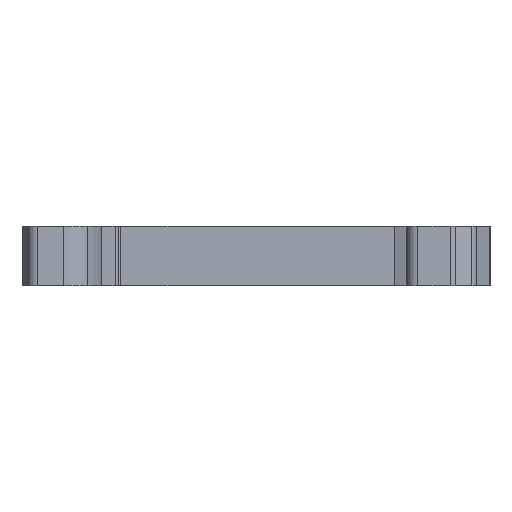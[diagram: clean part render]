
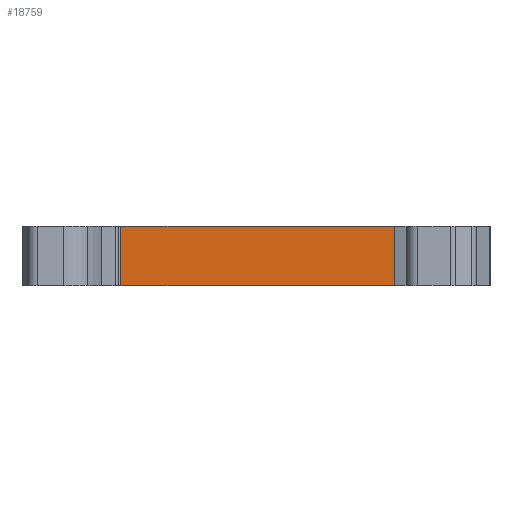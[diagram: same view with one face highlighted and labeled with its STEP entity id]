
A CAD part, front view. The second image highlights one B-rep face of the part: STEP entity #18759.
In plain terms, the highlighted planar face has unit normal (0, -1, 0).
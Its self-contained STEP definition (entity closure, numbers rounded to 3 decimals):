
#855 = PLANE('',#856);
#856 = AXIS2_PLACEMENT_3D('',#857,#858,#859);
#857 = CARTESIAN_POINT('',(4.8,39.79,6.1));
#858 = DIRECTION('',(0.,0.,1.));
#859 = DIRECTION('',(1.,0.,0.));
#4089 = VERTEX_POINT('',#4090);
#4090 = CARTESIAN_POINT('',(-13.78,0.99,6.1));
#4105 = CYLINDRICAL_SURFACE('',#4106,0.3);
#4106 = AXIS2_PLACEMENT_3D('',#4107,#4108,#4109);
#4107 = CARTESIAN_POINT('',(-13.78,0.69,0.));
#4108 = DIRECTION('',(0.,0.,1.));
#4109 = DIRECTION('',(1.,0.,0.));
#4117 = EDGE_CURVE('',#4118,#4089,#4120,.T.);
#4118 = VERTEX_POINT('',#4119);
#4119 = CARTESIAN_POINT('',(14.111,0.99,6.1));
#4120 = SURFACE_CURVE('',#4121,(#4125,#4132),.PCURVE_S1.);
#4121 = LINE('',#4122,#4123);
#4122 = CARTESIAN_POINT('',(14.111,0.99,6.1));
#4123 = VECTOR('',#4124,1.);
#4124 = DIRECTION('',(-1.,0.,0.));
#4125 = PCURVE('',#855,#4126);
#4126 = DEFINITIONAL_REPRESENTATION('',(#4127),#4131);
#4127 = LINE('',#4128,#4129);
#4128 = CARTESIAN_POINT('',(9.311,-38.8));
#4129 = VECTOR('',#4130,1.);
#4130 = DIRECTION('',(-1.,0.));
#4131 = ( GEOMETRIC_REPRESENTATION_CONTEXT(2) 
PARAMETRIC_REPRESENTATION_CONTEXT() REPRESENTATION_CONTEXT('2D SPACE',''
  ) );
#4132 = PCURVE('',#4133,#4138);
#4133 = PLANE('',#4134);
#4134 = AXIS2_PLACEMENT_3D('',#4135,#4136,#4137);
#4135 = CARTESIAN_POINT('',(14.111,0.99,0.));
#4136 = DIRECTION('',(0.,1.,0.));
#4137 = DIRECTION('',(0.,0.,1.));
#4138 = DEFINITIONAL_REPRESENTATION('',(#4139),#4143);
#4139 = LINE('',#4140,#4141);
#4140 = CARTESIAN_POINT('',(6.1,0.));
#4141 = VECTOR('',#4142,1.);
#4142 = DIRECTION('',(0.,-1.));
#4143 = ( GEOMETRIC_REPRESENTATION_CONTEXT(2) 
PARAMETRIC_REPRESENTATION_CONTEXT() REPRESENTATION_CONTEXT('2D SPACE',''
  ) );
#4161 = PLANE('',#4162);
#4162 = AXIS2_PLACEMENT_3D('',#4163,#4164,#4165);
#4163 = CARTESIAN_POINT('',(15.652,0.429,0.));
#4164 = DIRECTION('',(0.342,0.94,0.));
#4165 = DIRECTION('',(-0.94,0.342,0.));
#6612 = PLANE('',#6613);
#6613 = AXIS2_PLACEMENT_3D('',#6614,#6615,#6616);
#6614 = CARTESIAN_POINT('',(4.8,39.79,0.));
#6615 = DIRECTION('',(0.,0.,1.));
#6616 = DIRECTION('',(1.,0.,0.));
#8163 = VERTEX_POINT('',#8164);
#8164 = CARTESIAN_POINT('',(14.111,0.99,0.));
#8185 = EDGE_CURVE('',#8163,#8186,#8188,.T.);
#8186 = VERTEX_POINT('',#8187);
#8187 = CARTESIAN_POINT('',(-13.78,0.99,0.));
#8188 = SURFACE_CURVE('',#8189,(#8193,#8200),.PCURVE_S1.);
#8189 = LINE('',#8190,#8191);
#8190 = CARTESIAN_POINT('',(4.8,0.99,0.));
#8191 = VECTOR('',#8192,1.);
#8192 = DIRECTION('',(-1.,0.,0.));
#8193 = PCURVE('',#6612,#8194);
#8194 = DEFINITIONAL_REPRESENTATION('',(#8195),#8199);
#8195 = LINE('',#8196,#8197);
#8196 = CARTESIAN_POINT('',(0.,-38.8));
#8197 = VECTOR('',#8198,1.);
#8198 = DIRECTION('',(-1.,0.));
#8199 = ( GEOMETRIC_REPRESENTATION_CONTEXT(2) 
PARAMETRIC_REPRESENTATION_CONTEXT() REPRESENTATION_CONTEXT('2D SPACE',''
  ) );
#8200 = PCURVE('',#4133,#8201);
#8201 = DEFINITIONAL_REPRESENTATION('',(#8202),#8206);
#8202 = LINE('',#8203,#8204);
#8203 = CARTESIAN_POINT('',(0.,-9.311));
#8204 = VECTOR('',#8205,1.);
#8205 = DIRECTION('',(0.,-1.));
#8206 = ( GEOMETRIC_REPRESENTATION_CONTEXT(2) 
PARAMETRIC_REPRESENTATION_CONTEXT() REPRESENTATION_CONTEXT('2D SPACE',''
  ) );
#18737 = EDGE_CURVE('',#8163,#4118,#18738,.T.);
#18738 = SURFACE_CURVE('',#18739,(#18743,#18750),.PCURVE_S1.);
#18739 = LINE('',#18740,#18741);
#18740 = CARTESIAN_POINT('',(14.111,0.99,0.));
#18741 = VECTOR('',#18742,1.);
#18742 = DIRECTION('',(0.,0.,1.));
#18743 = PCURVE('',#4161,#18744);
#18744 = DEFINITIONAL_REPRESENTATION('',(#18745),#18749);
#18745 = LINE('',#18746,#18747);
#18746 = CARTESIAN_POINT('',(1.64,0.));
#18747 = VECTOR('',#18748,1.);
#18748 = DIRECTION('',(0.,1.));
#18749 = ( GEOMETRIC_REPRESENTATION_CONTEXT(2) 
PARAMETRIC_REPRESENTATION_CONTEXT() REPRESENTATION_CONTEXT('2D SPACE',''
  ) );
#18750 = PCURVE('',#4133,#18751);
#18751 = DEFINITIONAL_REPRESENTATION('',(#18752),#18756);
#18752 = LINE('',#18753,#18754);
#18753 = CARTESIAN_POINT('',(0.,0.));
#18754 = VECTOR('',#18755,1.);
#18755 = DIRECTION('',(1.,0.));
#18756 = ( GEOMETRIC_REPRESENTATION_CONTEXT(2) 
PARAMETRIC_REPRESENTATION_CONTEXT() REPRESENTATION_CONTEXT('2D SPACE',''
  ) );
#18759 = ADVANCED_FACE('',(#18760),#4133,.F.);
#18760 = FACE_BOUND('',#18761,.T.);
#18761 = EDGE_LOOP('',(#18762,#18763,#18784,#18785));
#18762 = ORIENTED_EDGE('',*,*,#4117,.T.);
#18763 = ORIENTED_EDGE('',*,*,#18764,.F.);
#18764 = EDGE_CURVE('',#8186,#4089,#18765,.T.);
#18765 = SURFACE_CURVE('',#18766,(#18770,#18777),.PCURVE_S1.);
#18766 = LINE('',#18767,#18768);
#18767 = CARTESIAN_POINT('',(-13.78,0.99,0.));
#18768 = VECTOR('',#18769,1.);
#18769 = DIRECTION('',(0.,0.,1.));
#18770 = PCURVE('',#4133,#18771);
#18771 = DEFINITIONAL_REPRESENTATION('',(#18772),#18776);
#18772 = LINE('',#18773,#18774);
#18773 = CARTESIAN_POINT('',(0.,-27.892));
#18774 = VECTOR('',#18775,1.);
#18775 = DIRECTION('',(1.,0.));
#18776 = ( GEOMETRIC_REPRESENTATION_CONTEXT(2) 
PARAMETRIC_REPRESENTATION_CONTEXT() REPRESENTATION_CONTEXT('2D SPACE',''
  ) );
#18777 = PCURVE('',#4105,#18778);
#18778 = DEFINITIONAL_REPRESENTATION('',(#18779),#18783);
#18779 = LINE('',#18780,#18781);
#18780 = CARTESIAN_POINT('',(1.571,0.));
#18781 = VECTOR('',#18782,1.);
#18782 = DIRECTION('',(0.,1.));
#18783 = ( GEOMETRIC_REPRESENTATION_CONTEXT(2) 
PARAMETRIC_REPRESENTATION_CONTEXT() REPRESENTATION_CONTEXT('2D SPACE',''
  ) );
#18784 = ORIENTED_EDGE('',*,*,#8185,.F.);
#18785 = ORIENTED_EDGE('',*,*,#18737,.T.);
